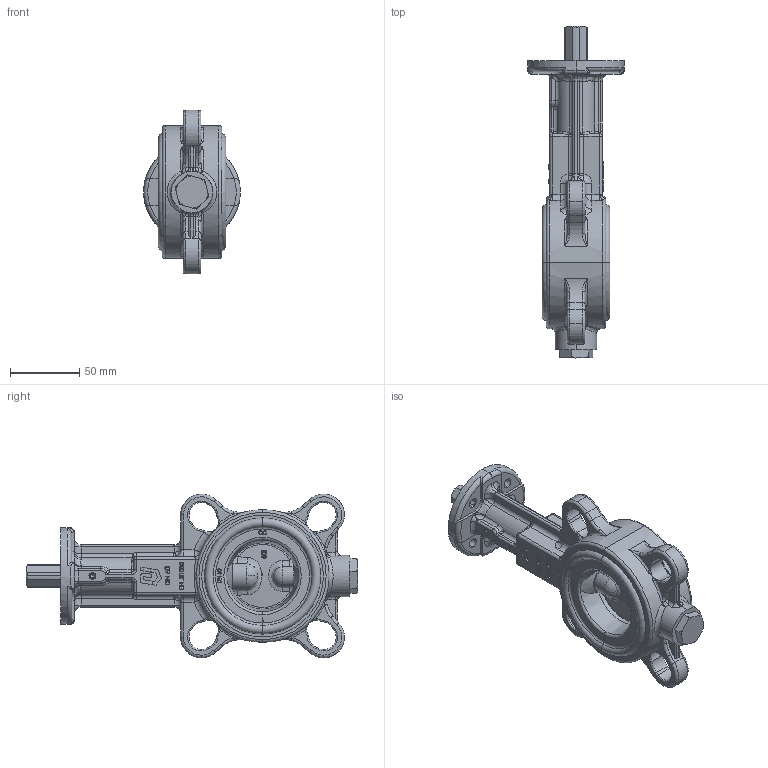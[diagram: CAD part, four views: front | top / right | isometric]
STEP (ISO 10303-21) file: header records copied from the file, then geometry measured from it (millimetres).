
FILE_DESCRIPTION (( 'STEP AP214' ), '1' );
FILE_NAME ('AK01_DN050.STEP', '2022-07-19T07:01:09', ( '' ), ( '' ), 'SwSTEP 2.0', 'SolidWorks 2021', '' );
FILE_SCHEMA (( 'AUTOMOTIVE_DESIGN' ));
Length unit declared in the file: millimetre
Products named in the file (1): AK01_DN050
Bounding box: 70 x 240 x 118.39 mm (x, y, z)
Volume: 4039.7 mm3; surface area: 71749.2 mm2
Topology: 3 solids, 5 shells, 1336 faces, 3458 edges, 2131 vertices
Faces by surface type: bspline 453, plane 439, cylinder 225, torus 172, cone 32, sphere 15
Entity records: 84509 total; most frequent: CARTESIAN_POINT 41649, ORIENTED_EDGE 6758, DIRECTION 4830, EDGE_CURVE 3379, VERTEX_POINT 2124, AXIS2_PLACEMENT_3D 1681, LINE 1468, VECTOR 1468
